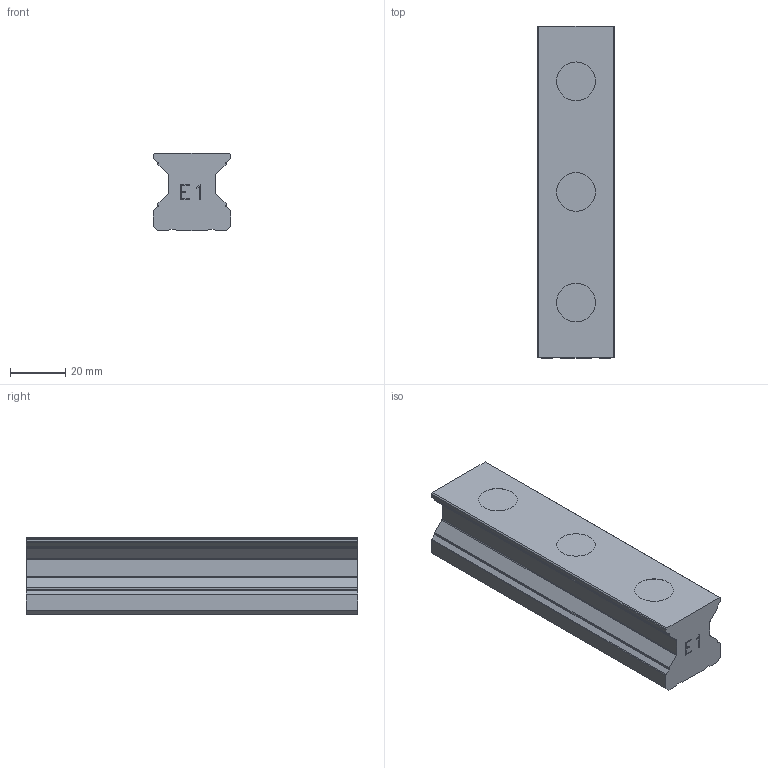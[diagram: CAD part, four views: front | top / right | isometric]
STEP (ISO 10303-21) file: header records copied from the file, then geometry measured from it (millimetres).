
FILE_DESCRIPTION(('STEP AP214'),'1');
FILE_NAME('cctmp_6598CD32-ADCB-4BE5-BCB0-DD2CA0B06537_2021_03_11_14_12_25_0498..stp','2021-03-11T13:12:25',('HIWIN GmbH'),('CADClick - www.CADClick.com'),'Spatial InterOp 3D',' ','unknown authorization');
FILE_SCHEMA(('AUTOMOTIVE_DESIGN'));
Length unit declared in the file: millimetre
Products named in the file (1): RGR30R120H_FILE
Bounding box: 28 x 120 x 28 mm (x, y, z)
Volume: 68863.5 mm3; surface area: 19029.4 mm2
Topology: 1 solids, 1 shells, 142 faces, 381 edges, 254 vertices
Faces by surface type: plane 106, cylinder 36
Entity records: 5577 total; most frequent: CARTESIAN_POINT 778, ORIENTED_EDGE 762, DIRECTION 739, EDGE_CURVE 381, LINE 309, VECTOR 309, VERTEX_POINT 254, AXIS2_PLACEMENT_3D 215
